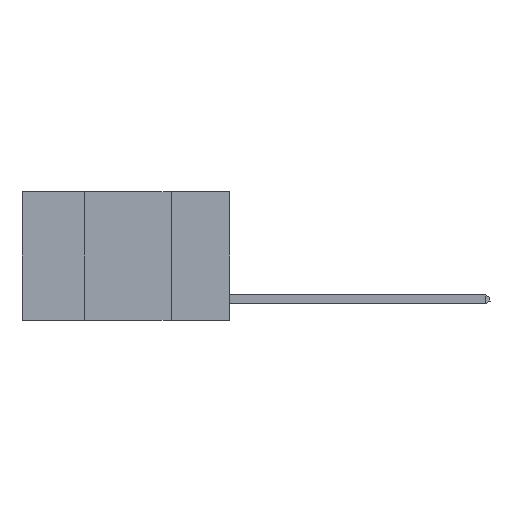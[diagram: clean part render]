
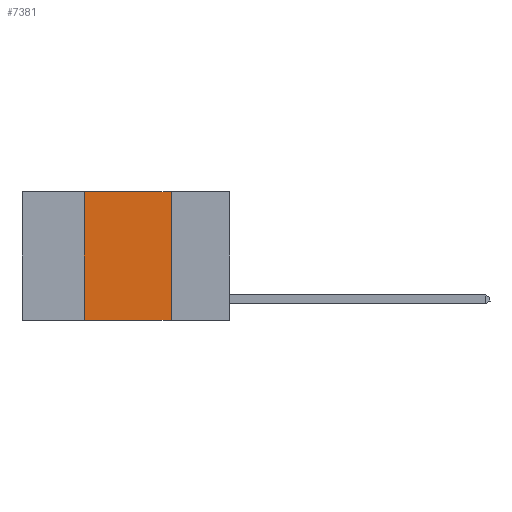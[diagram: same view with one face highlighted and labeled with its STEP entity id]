
A CAD part, left-side view. The second image highlights one B-rep face of the part: STEP entity #7381.
In plain terms, the highlighted planar face has unit normal (-1, 0, 0).
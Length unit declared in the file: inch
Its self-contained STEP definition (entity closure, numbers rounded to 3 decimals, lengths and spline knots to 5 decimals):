
#1640 = VECTOR ( 'NONE', #10982, 39.37008 ) ;
#1769 = LINE ( 'NONE', #11260, #4445 ) ;
#1903 = DIRECTION ( 'NONE',  ( 0., 0., -1. ) ) ;
#2444 = DIRECTION ( 'NONE',  ( 0., 0., -1. ) ) ;
#2753 = EDGE_CURVE ( 'NONE', #15123, #10188, #3093, .T. ) ;
#3093 = LINE ( 'NONE', #14144, #6161 ) ;
#4445 = VECTOR ( 'NONE', #9953, 39.37008 ) ;
#4535 = CARTESIAN_POINT ( 'NONE',  ( 0., 0.42, 0. ) ) ;
#5565 = LINE ( 'NONE', #16173, #1640 ) ;
#5739 = CARTESIAN_POINT ( 'NONE',  ( 0., 0.6, 0. ) ) ;
#5786 = PLANE ( 'NONE',  #13451 ) ;
#6161 = VECTOR ( 'NONE', #2444, 39.37008 ) ;
#7381 = ADVANCED_FACE ( 'NONE', ( #13333 ), #5786, .F. ) ;
#7420 = CARTESIAN_POINT ( 'NONE',  ( 0., 0.42, -0.37 ) ) ;
#9749 = DIRECTION ( 'NONE',  ( 1., 0., 0. ) ) ;
#9830 = ORIENTED_EDGE ( 'NONE', *, *, #2753, .F. ) ;
#9851 = ORIENTED_EDGE ( 'NONE', *, *, #11036, .F. ) ;
#9900 = ORIENTED_EDGE ( 'NONE', *, *, #16998, .F. ) ;
#9953 = DIRECTION ( 'NONE',  ( 0., -1., 0. ) ) ;
#9977 = ORIENTED_EDGE ( 'NONE', *, *, #13591, .T. ) ;
#10188 = VERTEX_POINT ( 'NONE', #10332 ) ;
#10332 = CARTESIAN_POINT ( 'NONE',  ( 0., 0.17, -0.37 ) ) ;
#10747 = DIRECTION ( 'NONE',  ( 0., 0., 1. ) ) ;
#10982 = DIRECTION ( 'NONE',  ( 0., -1., 0. ) ) ;
#11036 = EDGE_CURVE ( 'NONE', #14707, #15123, #5565, .T. ) ;
#11260 = CARTESIAN_POINT ( 'NONE',  ( 0., 0.6, -0.37 ) ) ;
#11445 = EDGE_LOOP ( 'NONE', ( #9830, #9851, #9900, #9977 ) ) ;
#13333 = FACE_OUTER_BOUND ( 'NONE', #11445, .T. ) ;
#13390 = CARTESIAN_POINT ( 'NONE',  ( 0., 0.42, 0. ) ) ;
#13451 = AXIS2_PLACEMENT_3D ( 'NONE', #5739, #9749, #1903 ) ;
#13591 = EDGE_CURVE ( 'NONE', #13644, #10188, #1769, .T. ) ;
#13644 = VERTEX_POINT ( 'NONE', #7420 ) ;
#13725 = VECTOR ( 'NONE', #10747, 39.37008 ) ;
#14144 = CARTESIAN_POINT ( 'NONE',  ( 0., 0.17, 0. ) ) ;
#14549 = LINE ( 'NONE', #13390, #13725 ) ;
#14707 = VERTEX_POINT ( 'NONE', #4535 ) ;
#15123 = VERTEX_POINT ( 'NONE', #15845 ) ;
#15845 = CARTESIAN_POINT ( 'NONE',  ( 0., 0.17, 0. ) ) ;
#16173 = CARTESIAN_POINT ( 'NONE',  ( 0., 0.6, 0. ) ) ;
#16998 = EDGE_CURVE ( 'NONE', #13644, #14707, #14549, .T. ) ;
